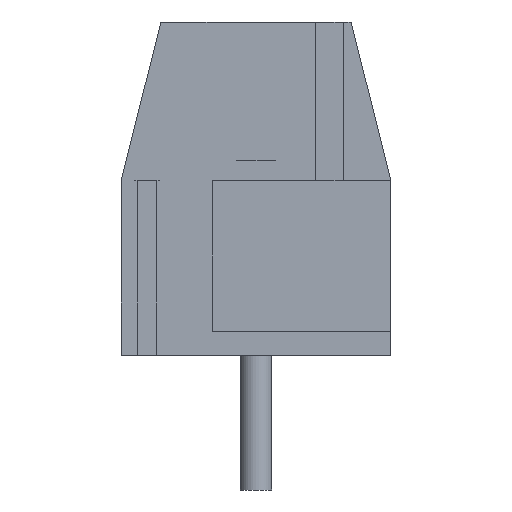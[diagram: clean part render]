
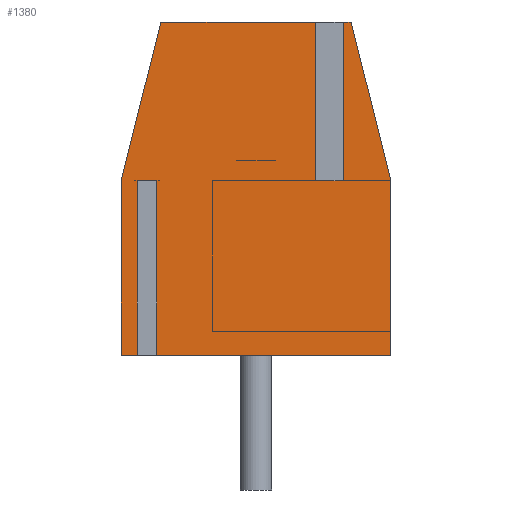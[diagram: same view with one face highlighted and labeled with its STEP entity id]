
A CAD part, left-side view. The second image highlights one B-rep face of the part: STEP entity #1380.
In plain terms, the highlighted planar face has unit normal (-1, 0, 0).
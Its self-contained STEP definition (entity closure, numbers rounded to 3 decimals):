
#1380=ADVANCED_FACE('',(#14254),#14256,.F.);
#14254=FACE_BOUND('',#14255,.T.);
#14255=EDGE_LOOP('',(#25067,#25068,#25069,#25070,#25071,#25072,#25073,#25074,#25075,
#25076,#25077,#25078,#25079,#25080));
#14256=PLANE('',#14257);
#14257=AXIS2_PLACEMENT_3D('',#14258,#14259,#14260);
#14258=CARTESIAN_POINT('',(-3.5,3.4,4.4));
#14259=DIRECTION('',(1.,0.,-0.));
#14260=DIRECTION('',(-0.,0.,-1.));
#25067=ORIENTED_EDGE('',*,*,#31457,.F.);
#25068=ORIENTED_EDGE('',*,*,#31458,.T.);
#25069=ORIENTED_EDGE('',*,*,#31459,.T.);
#25070=ORIENTED_EDGE('',*,*,#31460,.F.);
#25071=ORIENTED_EDGE('',*,*,#31461,.F.);
#25072=ORIENTED_EDGE('',*,*,#31462,.F.);
#25073=ORIENTED_EDGE('',*,*,#31463,.F.);
#25074=ORIENTED_EDGE('',*,*,#31464,.T.);
#25075=ORIENTED_EDGE('',*,*,#31465,.T.);
#25076=ORIENTED_EDGE('',*,*,#31466,.F.);
#25077=ORIENTED_EDGE('',*,*,#31467,.F.);
#25078=ORIENTED_EDGE('',*,*,#31468,.T.);
#25079=ORIENTED_EDGE('',*,*,#31469,.T.);
#25080=ORIENTED_EDGE('',*,*,#31470,.F.);
#31457=EDGE_CURVE('',#34895,#34896,#34897,.T.);
#31458=EDGE_CURVE('',#34895,#34898,#34899,.T.);
#31459=EDGE_CURVE('',#34898,#34900,#34901,.T.);
#31460=EDGE_CURVE('',#34902,#34900,#34903,.T.);
#31461=EDGE_CURVE('',#34904,#34902,#34905,.T.);
#31462=EDGE_CURVE('',#34906,#34904,#34907,.T.);
#31463=EDGE_CURVE('',#34908,#34906,#34909,.T.);
#31464=EDGE_CURVE('',#34908,#34910,#34911,.T.);
#31465=EDGE_CURVE('',#34910,#34912,#34913,.T.);
#31466=EDGE_CURVE('',#34914,#34912,#34915,.T.);
#31467=EDGE_CURVE('',#34916,#34914,#34917,.T.);
#31468=EDGE_CURVE('',#34916,#34918,#34919,.T.);
#31469=EDGE_CURVE('',#34918,#34920,#34921,.T.);
#31470=EDGE_CURVE('',#34896,#34920,#34922,.T.);
#34895=VERTEX_POINT('',#40883);
#34896=VERTEX_POINT('',#40884);
#34897=LINE('',#40885,#40886);
#34898=VERTEX_POINT('',#40888);
#34899=LINE('',#40889,#40890);
#34900=VERTEX_POINT('',#40892);
#34901=LINE('',#40893,#40894);
#34902=VERTEX_POINT('',#40896);
#34903=LINE('',#40897,#40898);
#34904=VERTEX_POINT('',#40900);
#34905=LINE('',#40901,#40902);
#34906=VERTEX_POINT('',#40904);
#34907=LINE('',#40905,#40906);
#34908=VERTEX_POINT('',#40908);
#34909=LINE('',#40909,#40910);
#34910=VERTEX_POINT('',#40912);
#34911=LINE('',#40913,#40914);
#34912=VERTEX_POINT('',#40916);
#34913=LINE('',#40917,#40918);
#34914=VERTEX_POINT('',#40920);
#34915=LINE('',#40921,#40922);
#34916=VERTEX_POINT('',#40924);
#34917=LINE('',#40925,#40926);
#34918=VERTEX_POINT('',#40928);
#34919=LINE('',#40929,#40930);
#34920=VERTEX_POINT('',#40932);
#34921=LINE('',#40933,#40934);
#34922=LINE('',#40936,#40937);
#40883=CARTESIAN_POINT('',(-3.5,2.5,4.4));
#40884=CARTESIAN_POINT('',(-3.5,3.,4.4));
#40885=CARTESIAN_POINT('',(-3.5,2.5,4.4));
#40886=VECTOR('',#40887,1.);
#40887=DIRECTION('',(0.,1.,0.));
#40888=CARTESIAN_POINT('',(-3.5,2.5,0.));
#40889=CARTESIAN_POINT('',(-3.5,2.5,4.4));
#40890=VECTOR('',#40891,1.);
#40891=DIRECTION('',(0.,0.,-1.));
#40892=CARTESIAN_POINT('',(-3.5,-3.4,0.));
#40893=CARTESIAN_POINT('',(-3.5,2.5,0.));
#40894=VECTOR('',#40895,1.);
#40895=DIRECTION('',(0.,-1.,0.));
#40896=CARTESIAN_POINT('',(-3.5,-3.4,4.4));
#40897=CARTESIAN_POINT('',(-3.5,-3.4,4.4));
#40898=VECTOR('',#40899,1.);
#40899=DIRECTION('',(0.,0.,-1.));
#40900=CARTESIAN_POINT('',(-3.5,-2.4,8.4));
#40901=CARTESIAN_POINT('',(-3.5,-2.4,8.4));
#40902=VECTOR('',#40903,1.);
#40903=DIRECTION('',(0.,-0.243,-0.97));
#40904=CARTESIAN_POINT('',(-3.5,-2.1,8.4));
#40905=CARTESIAN_POINT('',(-3.5,-2.1,8.4));
#40906=VECTOR('',#40907,1.);
#40907=DIRECTION('',(0.,-1.,0.));
#40908=CARTESIAN_POINT('',(-3.5,-2.1,4.4));
#40909=CARTESIAN_POINT('',(-3.5,-2.1,4.4));
#40910=VECTOR('',#40911,1.);
#40911=DIRECTION('',(0.,0.,1.));
#40912=CARTESIAN_POINT('',(-3.5,-1.6,4.4));
#40913=CARTESIAN_POINT('',(-3.5,-2.1,4.4));
#40914=VECTOR('',#40915,1.);
#40915=DIRECTION('',(0.,1.,0.));
#40916=CARTESIAN_POINT('',(-3.5,-1.6,8.4));
#40917=CARTESIAN_POINT('',(-3.5,-1.6,4.4));
#40918=VECTOR('',#40919,1.);
#40919=DIRECTION('',(0.,0.,1.));
#40920=CARTESIAN_POINT('',(-3.5,2.4,8.4));
#40921=CARTESIAN_POINT('',(-3.5,2.4,8.4));
#40922=VECTOR('',#40923,1.);
#40923=DIRECTION('',(0.,-1.,0.));
#40924=CARTESIAN_POINT('',(-3.5,3.4,4.4));
#40925=CARTESIAN_POINT('',(-3.5,3.4,4.4));
#40926=VECTOR('',#40927,1.);
#40927=DIRECTION('',(0.,-0.243,0.97));
#40928=CARTESIAN_POINT('',(-3.5,3.4,0.));
#40929=CARTESIAN_POINT('',(-3.5,3.4,4.4));
#40930=VECTOR('',#40931,1.);
#40931=DIRECTION('',(0.,0.,-1.));
#40932=CARTESIAN_POINT('',(-3.5,3.,0.));
#40933=CARTESIAN_POINT('',(-3.5,3.4,0.));
#40934=VECTOR('',#40935,1.);
#40935=DIRECTION('',(0.,-1.,0.));
#40936=CARTESIAN_POINT('',(-3.5,3.,4.4));
#40937=VECTOR('',#40938,1.);
#40938=DIRECTION('',(0.,0.,-1.));
